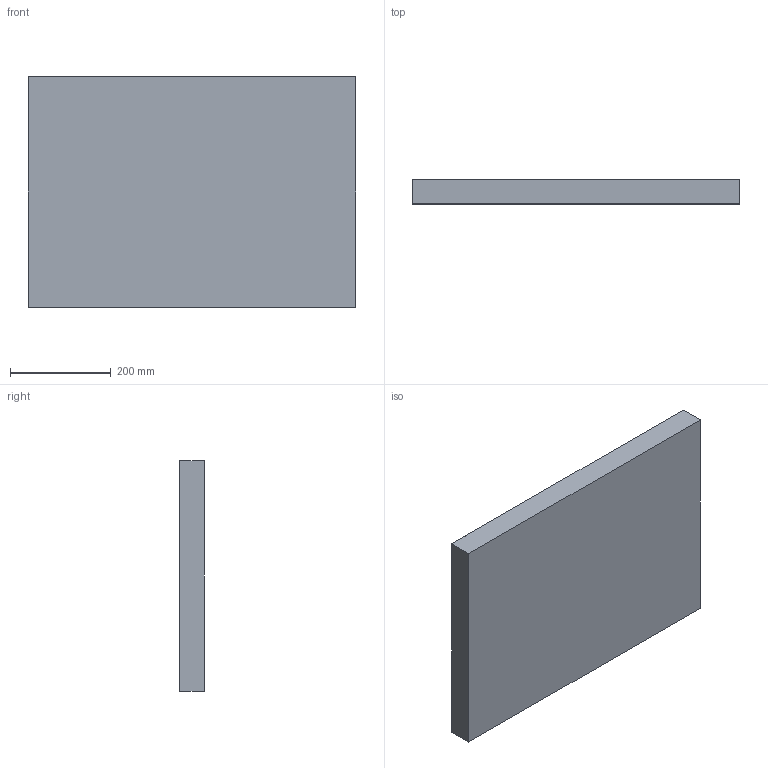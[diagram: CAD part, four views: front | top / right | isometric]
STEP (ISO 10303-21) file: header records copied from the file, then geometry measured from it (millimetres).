
FILE_DESCRIPTION(/* description */ ('STEP AP214'),/* implementation_level */ '2;1');
FILE_NAME(/* name */ 'Bärta vacuumform.stp',/* time_stamp */ '2021-09-30T14:16:36+02:00',/* author */ ('frn'),/* organization */ (''),/* preprocessor_version */ 'ST-DEVELOPER v18',/* originating_system */ 'Autodesk Inventor 2020',/* authorisation */ '');
FILE_SCHEMA (('AUTOMOTIVE_DESIGN { 1 0 10303 214 3 1 1 }'));
Length unit declared in the file: millimetre
Products named in the file (1): Bärta vacuumform
Bounding box: 651 x 48 x 458 mm (x, y, z)
Volume: 11694901.3 mm3; surface area: 772463.2 mm2
Topology: 1 solids, 1 shells, 124 faces, 308 edges, 200 vertices
Faces by surface type: cylinder 32, plane 32, bspline 24, torus 24, cone 12
Entity records: 4233 total; most frequent: CARTESIAN_POINT 1129, DIRECTION 710, ORIENTED_EDGE 616, AXIS2_PLACEMENT_3D 309, EDGE_CURVE 308, VERTEX_POINT 200, CIRCLE 176, EDGE_LOOP 138
